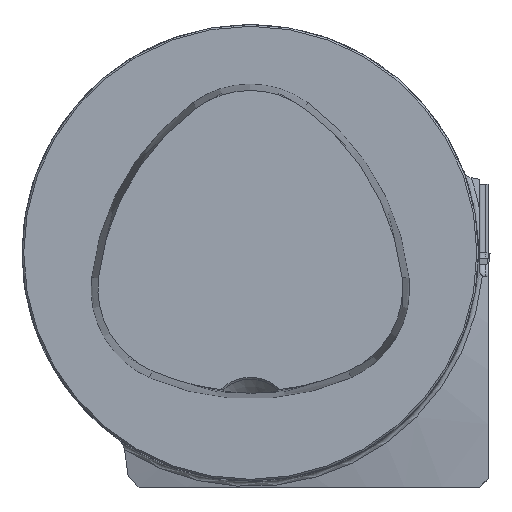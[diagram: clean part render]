
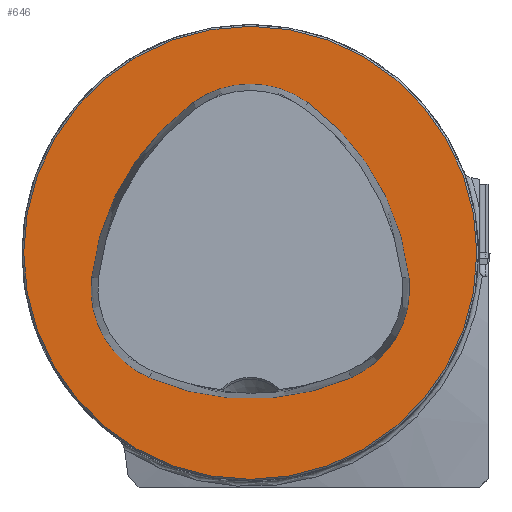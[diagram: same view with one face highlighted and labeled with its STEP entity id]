
A CAD part, top view. The second image highlights one B-rep face of the part: STEP entity #646.
In plain terms, the highlighted planar face has unit normal (0, 0, 1).
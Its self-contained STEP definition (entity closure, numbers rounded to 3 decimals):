
#113=FACE_BOUND('',#887,.T.);
#114=FACE_BOUND('',#888,.T.);
#179=PLANE('',#2330);
#646=ADVANCED_FACE('CU_FL_N1_SU_1',(#113,#114),#179,.T.);
#887=EDGE_LOOP('',(#1240,#1241,#1242,#1243,#1244,#1245));
#888=EDGE_LOOP('',(#1246));
#992=CIRCLE('',#2321,44.075);
#994=CIRCLE('',#2324,44.075);
#995=CIRCLE('',#2325,17.075);
#996=CIRCLE('',#2326,17.075);
#997=CIRCLE('',#2327,44.075);
#998=CIRCLE('',#2328,17.075);
#999=CIRCLE('',#2329,39.7);
#1240=ORIENTED_EDGE('',*,*,#2008,.F.);
#1241=ORIENTED_EDGE('',*,*,#2009,.F.);
#1242=ORIENTED_EDGE('',*,*,#2001,.F.);
#1243=ORIENTED_EDGE('',*,*,#2010,.F.);
#1244=ORIENTED_EDGE('',*,*,#2011,.F.);
#1245=ORIENTED_EDGE('',*,*,#2012,.F.);
#1246=ORIENTED_EDGE('',*,*,#2013,.T.);
#1766=VERTEX_POINT('',#3751);
#1767=VERTEX_POINT('',#3753);
#1773=VERTEX_POINT('',#3785);
#1774=VERTEX_POINT('',#3786);
#1775=VERTEX_POINT('',#3789);
#1776=VERTEX_POINT('',#3791);
#1777=VERTEX_POINT('',#3794);
#2001=EDGE_CURVE('',#1766,#1767,#992,.T.);
#2008=EDGE_CURVE('',#1773,#1774,#994,.T.);
#2009=EDGE_CURVE('',#1767,#1773,#995,.T.);
#2010=EDGE_CURVE('',#1775,#1766,#996,.T.);
#2011=EDGE_CURVE('',#1776,#1775,#997,.T.);
#2012=EDGE_CURVE('',#1774,#1776,#998,.T.);
#2013=EDGE_CURVE('',#1777,#1777,#999,.T.);
#2321=AXIS2_PLACEMENT_3D('',#3752,#2661,#2662);
#2324=AXIS2_PLACEMENT_3D('',#3784,#2668,#2669);
#2325=AXIS2_PLACEMENT_3D('',#3787,#2670,#2671);
#2326=AXIS2_PLACEMENT_3D('',#3788,#2672,#2673);
#2327=AXIS2_PLACEMENT_3D('',#3790,#2674,#2675);
#2328=AXIS2_PLACEMENT_3D('',#3792,#2676,#2677);
#2329=AXIS2_PLACEMENT_3D('',#3793,#2678,#2679);
#2330=AXIS2_PLACEMENT_3D('',#3795,#2680,#2681);
#2661=DIRECTION('',(0.,0.,1.));
#2662=DIRECTION('',(-1.,0.,0.));
#2668=DIRECTION('',(0.,0.,1.));
#2669=DIRECTION('',(-1.,0.,0.));
#2670=DIRECTION('',(0.,0.,1.));
#2671=DIRECTION('',(-1.,0.,0.));
#2672=DIRECTION('',(0.,0.,1.));
#2673=DIRECTION('',(-1.,0.,0.));
#2674=DIRECTION('',(0.,0.,1.));
#2675=DIRECTION('',(-1.,0.,0.));
#2676=DIRECTION('',(0.,0.,1.));
#2677=DIRECTION('',(-1.,0.,0.));
#2678=DIRECTION('',(0.,0.,1.));
#2679=DIRECTION('',(-1.,0.,0.));
#2680=DIRECTION('',(0.,0.,1.));
#2681=DIRECTION('',(-1.,0.,0.));
#3751=CARTESIAN_POINT('',(-17.691,-21.869,0.));
#3752=CARTESIAN_POINT('',(0.,18.5,0.));
#3753=CARTESIAN_POINT('',(17.691,-21.869,0.));
#3784=CARTESIAN_POINT('',(-15.993,-9.254,0.));
#3785=CARTESIAN_POINT('',(27.805,-4.317,0.));
#3786=CARTESIAN_POINT('',(10.114,26.257,0.));
#3787=CARTESIAN_POINT('',(10.837,-6.23,0.));
#3788=CARTESIAN_POINT('',(-10.837,-6.23,0.));
#3789=CARTESIAN_POINT('',(-27.805,-4.317,0.));
#3790=CARTESIAN_POINT('',(15.993,-9.254,0.));
#3791=CARTESIAN_POINT('',(-10.114,26.257,0.));
#3792=CARTESIAN_POINT('',(0.,12.5,0.));
#3793=CARTESIAN_POINT('',(0.,0.,0.));
#3794=CARTESIAN_POINT('',(-39.7,0.,0.));
#3795=CARTESIAN_POINT('',(0.,0.,0.));
